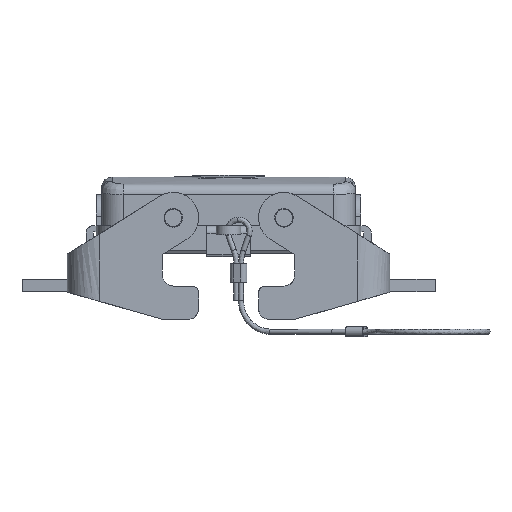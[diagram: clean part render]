
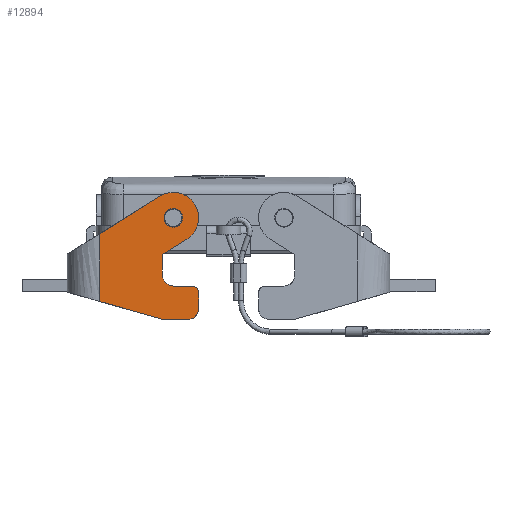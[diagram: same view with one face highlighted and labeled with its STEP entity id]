
A CAD part, front view. The second image highlights one B-rep face of the part: STEP entity #12894.
In plain terms, the highlighted free-form (B-spline) face has degree [1, 1] with [2, 2] control points.
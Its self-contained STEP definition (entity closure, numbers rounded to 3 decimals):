
#11375=CARTESIAN_POINT('V168',(-17.801,
   -27.5,-0.401));
#11376=VERTEX_POINT('V168',#11375);
#11382=CARTESIAN_POINT('E252',(-17.801,
   -27.5,-0.401));
#11383=CARTESIAN_POINT('E252',(-17.801,
   -27.5,-4.817));
#11384=CARTESIAN_POINT('E252',(-13.976,
   -27.5,-2.609));
#11385=CARTESIAN_POINT('E252',(-10.151,
   -27.5,-0.401));
#11386=CARTESIAN_POINT('E252',(-13.976,
   -27.5,1.808));
#11387=CARTESIAN_POINT('E252',(-17.801,
   -27.5,4.016));
#11388=CARTESIAN_POINT('E252',(-17.801,
   -27.5,-0.401));
#11396=(BOUNDED_CURVE()B_SPLINE_CURVE(2,(#11382,#11383,#11384,
   #11385,#11386,#11387,#11388),.CIRCULAR_ARC.,.T.,.U.)
   B_SPLINE_CURVE_WITH_KNOTS((3,2,2,3),(0.0,0.333,
   0.667,1.0),.UNSPECIFIED.)CURVE()
   GEOMETRIC_REPRESENTATION_ITEM()RATIONAL_B_SPLINE_CURVE((1.0,
   0.5,1.0,0.5,1.0,0.5,1.0)
   )REPRESENTATION_ITEM('E252'));
#11397=EDGE_CURVE('E252',#11376,#11376,#11396,.T.);
#11584=CARTESIAN_POINT('V116',(-35.451,
   -27.5,-23.473));
#11585=VERTEX_POINT('V116',#11584);
#11599=CARTESIAN_POINT('V114',(-35.451,
   -27.5,-4.769));
#11600=VERTEX_POINT('V114',#11599);
#11601=CARTESIAN_POINT('E246',(-35.451,
   -27.5,-4.769));
#11602=CARTESIAN_POINT('E246',(-35.451,
   -27.5,-23.473));
#11603=B_SPLINE_CURVE_WITH_KNOTS('E246',1,(#11601,#11602),
   .POLYLINE_FORM.,.F.,.U.,(2,2),(0.427,
   0.801),.UNSPECIFIED.);
#11604=EDGE_CURVE('E246',#11600,#11585,#11603,.T.);
#12078=CARTESIAN_POINT('V117',(-18.268,
   -27.5,-28.401));
#12079=VERTEX_POINT('V117',#12078);
#12085=CARTESIAN_POINT('E168',(-35.451,
   -27.5,-23.473));
#12086=CARTESIAN_POINT('E168',(-18.268,
   -27.5,-28.401));
#12087=B_SPLINE_CURVE_WITH_KNOTS('E168',1,(#12085,#12086),
   .POLYLINE_FORM.,.F.,.U.,(2,2),(0.0,0.994),
   .UNSPECIFIED.);
#12088=EDGE_CURVE('E168',#11585,#12079,#12087,.T.);
#12115=CARTESIAN_POINT('V143',(-11.251,
   -27.5,-28.401));
#12116=VERTEX_POINT('V143',#12115);
#12122=CARTESIAN_POINT('E204',(-18.268,
   -27.5,-28.401));
#12123=CARTESIAN_POINT('E204',(-11.251,
   -27.5,-28.401));
#12124=QUASI_UNIFORM_CURVE('E204',1,(#12122,#12123),.POLYLINE_FORM.,
   .F.,.U.);
#12125=EDGE_CURVE('E204',#12079,#12116,#12124,.T.);
#12150=CARTESIAN_POINT('V144',(-8.288,
   -27.5,-25.865));
#12151=VERTEX_POINT('V144',#12150);
#12159=CARTESIAN_POINT('E201',(-11.251,
   -27.5,-28.401));
#12160=CARTESIAN_POINT('E201',(-8.685,
   -27.5,-28.401));
#12161=CARTESIAN_POINT('E201',(-8.288,
   -27.5,-25.865));
#12169=(BOUNDED_CURVE()B_SPLINE_CURVE(2,(#12159,#12160,#12161),
   .CIRCULAR_ARC.,.F.,.U.)CURVE()GEOMETRIC_REPRESENTATION_ITEM()
   QUASI_UNIFORM_CURVE()RATIONAL_B_SPLINE_CURVE((1.0,
   0.669,0.776))REPRESENTATION_ITEM('E201')
   );
#12170=EDGE_CURVE('E201',#12116,#12151,#12169,.T.);
#12194=CARTESIAN_POINT('V140',(-8.288,
   -27.5,-20.822));
#12195=VERTEX_POINT('V140',#12194);
#12196=CARTESIAN_POINT('E245',(-8.288,
   -27.5,-20.822));
#12197=CARTESIAN_POINT('E245',(-8.288,
   -27.5,-25.865));
#12198=B_SPLINE_CURVE_WITH_KNOTS('E245',1,(#12196,#12197),
   .POLYLINE_FORM.,.F.,.U.,(2,2),(0.748,
   0.849),.UNSPECIFIED.);
#12199=EDGE_CURVE('E245',#12195,#12151,#12198,.T.);
#12233=CARTESIAN_POINT('V138',(-10.251,
   -27.5,-19.201));
#12234=VERTEX_POINT('V138',#12233);
#12240=CARTESIAN_POINT('E198',(-8.288,
   -27.5,-20.822));
#12241=CARTESIAN_POINT('E198',(-8.6,
   -27.5,-19.201));
#12242=CARTESIAN_POINT('E198',(-10.251,
   -27.5,-19.201));
#12250=(BOUNDED_CURVE()B_SPLINE_CURVE(2,(#12240,#12241,#12242),
   .CIRCULAR_ARC.,.F.,.U.)CURVE()GEOMETRIC_REPRESENTATION_ITEM()
   QUASI_UNIFORM_CURVE()RATIONAL_B_SPLINE_CURVE((0.906,
   0.658,0.804))REPRESENTATION_ITEM('E198')
   );
#12251=EDGE_CURVE('E198',#12195,#12234,#12250,.T.);
#12277=CARTESIAN_POINT('V136',(-15.251,
   -27.5,-19.201));
#12278=VERTEX_POINT('V136',#12277);
#12284=CARTESIAN_POINT('E195',(-10.251,
   -27.5,-19.201));
#12285=CARTESIAN_POINT('E195',(-15.251,
   -27.5,-19.201));
#12286=QUASI_UNIFORM_CURVE('E195',1,(#12284,#12285),.POLYLINE_FORM.,
   .F.,.U.);
#12287=EDGE_CURVE('E195',#12234,#12278,#12286,.T.);
#12314=CARTESIAN_POINT('V134',(-18.251,
   -27.5,-16.201));
#12315=VERTEX_POINT('V134',#12314);
#12321=CARTESIAN_POINT('E192',(-15.251,
   -27.5,-19.201));
#12322=CARTESIAN_POINT('E192',(-18.251,
   -27.5,-19.201));
#12323=CARTESIAN_POINT('E192',(-18.251,
   -27.5,-16.201));
#12331=(BOUNDED_CURVE()B_SPLINE_CURVE(2,(#12321,#12322,#12323),
   .CIRCULAR_ARC.,.F.,.U.)CURVE()GEOMETRIC_REPRESENTATION_ITEM()
   QUASI_UNIFORM_CURVE()RATIONAL_B_SPLINE_CURVE((1.0,
   0.634,0.804))REPRESENTATION_ITEM('E192')
   );
#12332=EDGE_CURVE('E192',#12278,#12315,#12331,.T.);
#12358=CARTESIAN_POINT('V132',(-18.251,
   -27.5,-10.529));
#12359=VERTEX_POINT('V132',#12358);
#12365=CARTESIAN_POINT('E189',(-18.251,
   -27.5,-16.201));
#12366=CARTESIAN_POINT('E189',(-18.251,
   -27.5,-10.529));
#12367=QUASI_UNIFORM_CURVE('E189',1,(#12365,#12366),.POLYLINE_FORM.,
   .F.,.U.);
#12368=EDGE_CURVE('E189',#12315,#12359,#12367,.T.);
#12384=CARTESIAN_POINT('V127',(-11.542,
   -27.5,-6.337));
#12385=VERTEX_POINT('V127',#12384);
#12393=CARTESIAN_POINT('E186',(-18.251,
   -27.5,-10.529));
#12394=CARTESIAN_POINT('E186',(-11.542,
   -27.5,-6.337));
#12395=QUASI_UNIFORM_CURVE('E186',1,(#12393,#12394),.POLYLINE_FORM.,
   .F.,.U.);
#12396=EDGE_CURVE('E186',#12359,#12385,#12395,.T.);
#12425=CARTESIAN_POINT('V128',(-8.288,
   -27.5,-1.111));
#12426=VERTEX_POINT('V128',#12425);
#12434=CARTESIAN_POINT('E179',(-11.542,
   -27.5,-6.337));
#12435=CARTESIAN_POINT('E179',(-8.635,
   -27.5,-4.521));
#12436=CARTESIAN_POINT('E179',(-8.288,
   -27.5,-1.111));
#12444=(BOUNDED_CURVE()B_SPLINE_CURVE(2,(#12434,#12435,#12436),
   .CIRCULAR_ARC.,.F.,.U.)CURVE()GEOMETRIC_REPRESENTATION_ITEM()
   QUASI_UNIFORM_CURVE()RATIONAL_B_SPLINE_CURVE((1.0,
   0.78,0.754))REPRESENTATION_ITEM('E179')
   );
#12445=EDGE_CURVE('E179',#12385,#12426,#12444,.T.);
#12469=CARTESIAN_POINT('V130',(-8.288,
   -27.5,0.309));
#12470=VERTEX_POINT('V130',#12469);
#12471=CARTESIAN_POINT('E243',(-8.288,
   -27.5,0.309));
#12472=CARTESIAN_POINT('E243',(-8.288,
   -27.5,-1.111));
#12473=B_SPLINE_CURVE_WITH_KNOTS('E243',1,(#12471,#12472),
   .POLYLINE_FORM.,.F.,.U.,(2,2),(0.326,
   0.354),.UNSPECIFIED.);
#12474=EDGE_CURVE('E243',#12470,#12426,#12473,.T.);
#12512=CARTESIAN_POINT('V113',(-18.961,
   -27.5,5.536));
#12513=VERTEX_POINT('V113',#12512);
#12519=CARTESIAN_POINT('E183',(-8.288,
   -27.5,0.309));
#12520=CARTESIAN_POINT('E183',(-8.667,
   -27.5,4.026));
#12521=CARTESIAN_POINT('E183',(-11.965,
   -27.5,5.78));
#12522=CARTESIAN_POINT('E183',(-15.534,
   -27.5,7.677));
#12523=CARTESIAN_POINT('E183',(-18.961,
   -27.5,5.536));
#12531=(BOUNDED_CURVE()B_SPLINE_CURVE(2,(#12519,#12520,#12521,
   #12522,#12523),.CIRCULAR_ARC.,.F.,.U.)B_SPLINE_CURVE_WITH_KNOTS(
   (3,2,3),(0.0,0.485,1.0),.UNSPECIFIED.)CURVE()
   GEOMETRIC_REPRESENTATION_ITEM()RATIONAL_B_SPLINE_CURVE((
   0.751,0.764,1.0,0.75,
   0.75))REPRESENTATION_ITEM('E183'));
#12532=EDGE_CURVE('E183',#12470,#12513,#12531,.T.);
#12853=CARTESIAN_POINT('E164',(-18.961,
   -27.5,5.536));
#12854=CARTESIAN_POINT('E164',(-35.451,
   -27.5,-4.769));
#12855=B_SPLINE_CURVE_WITH_KNOTS('E164',1,(#12853,#12854),
   .POLYLINE_FORM.,.F.,.U.,(2,2),(0.005,1.0),
   .UNSPECIFIED.);
#12856=EDGE_CURVE('E164',#12513,#11600,#12855,.T.);
#12870=CARTESIAN_POINT('F92',(-8.288,-27.5,
   -33.401));
#12871=CARTESIAN_POINT('F92',(-35.451,
   -27.5,-33.401));
#12872=CARTESIAN_POINT('F92',(-8.288,-27.5,
   7.599));
#12873=CARTESIAN_POINT('F92',(-35.451,
   -27.5,7.599));
#12874=B_SPLINE_SURFACE_WITH_KNOTS('F92',1,1,((#12870,#12872),(
   #12871,#12873)),.PLANE_SURF.,.F.,.F.,.U.,(2,2),(2,2),(0.0,1.0),
   (0.0,0.82),.UNSPECIFIED.);
#12875=ORIENTED_EDGE('E246',*,*,#11604,.T.);
#12876=ORIENTED_EDGE('E168',*,*,#12088,.T.);
#12877=ORIENTED_EDGE('E204',*,*,#12125,.T.);
#12878=ORIENTED_EDGE('E201',*,*,#12170,.T.);
#12879=ORIENTED_EDGE('E245',*,*,#12199,.F.);
#12880=ORIENTED_EDGE('E198',*,*,#12251,.T.);
#12881=ORIENTED_EDGE('E195',*,*,#12287,.T.);
#12882=ORIENTED_EDGE('E192',*,*,#12332,.T.);
#12883=ORIENTED_EDGE('E189',*,*,#12368,.T.);
#12884=ORIENTED_EDGE('E186',*,*,#12396,.T.);
#12885=ORIENTED_EDGE('E179',*,*,#12445,.T.);
#12886=ORIENTED_EDGE('E243',*,*,#12474,.F.);
#12887=ORIENTED_EDGE('E183',*,*,#12532,.T.);
#12888=ORIENTED_EDGE('E164',*,*,#12856,.T.);
#12889=EDGE_LOOP('F92',(#12875,#12876,#12877,#12878,#12879,#12880,
   #12881,#12882,#12883,#12884,#12885,#12886,#12887,#12888));
#12890=FACE_OUTER_BOUND('F92',#12889,.T.);
#12891=ORIENTED_EDGE('E252',*,*,#11397,.F.);
#12892=EDGE_LOOP('F92',(#12891));
#12893=FACE_BOUND('F92',#12892,.T.);
#12894=ADVANCED_FACE('F92',(#12890,#12893),#12874,.F.);
